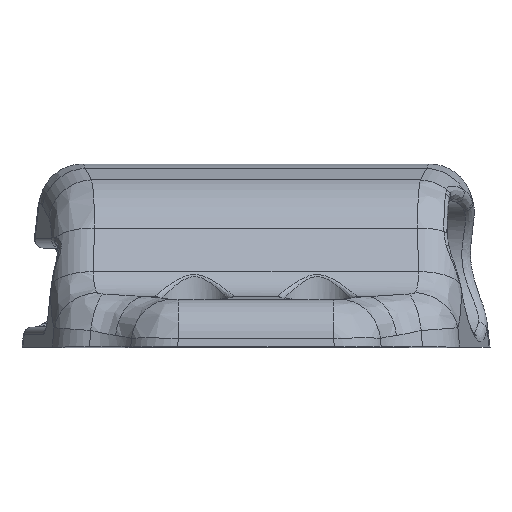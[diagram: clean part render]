
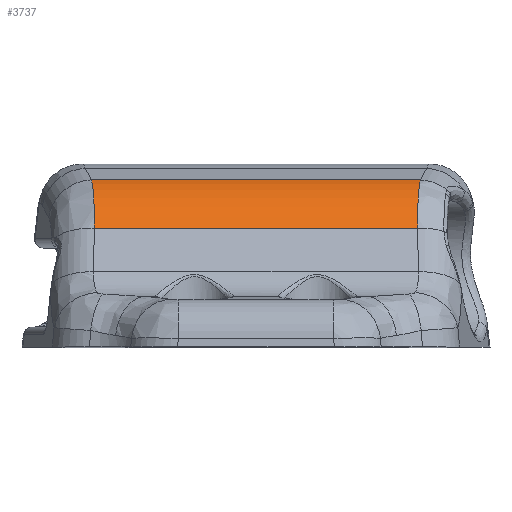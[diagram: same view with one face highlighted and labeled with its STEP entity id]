
A CAD part, top view. The second image highlights one B-rep face of the part: STEP entity #3737.
In plain terms, the highlighted cylindrical face has radius 10.4 mm (diameter 20.8 mm), a partial arc.
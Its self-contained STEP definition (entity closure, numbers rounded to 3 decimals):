
#168=ELLIPSE('',#4000,10.465,10.4);
#176=ELLIPSE('',#4046,10.465,10.4);
#460=FACE_OUTER_BOUND('',#697,.T.);
#697=EDGE_LOOP('',(#3386,#3387,#3388,#3389));
#1223=LINE('',#9035,#1452);
#1224=LINE('',#9037,#1453);
#1452=VECTOR('',#5003,10.);
#1453=VECTOR('',#5006,10.);
#1710=VERTEX_POINT('',#7416);
#1711=VERTEX_POINT('',#7418);
#1760=VERTEX_POINT('',#8160);
#1761=VERTEX_POINT('',#8162);
#2171=EDGE_CURVE('',#1710,#1711,#168,.T.);
#2253=EDGE_CURVE('',#1760,#1761,#176,.T.);
#2342=EDGE_CURVE('',#1761,#1710,#1223,.T.);
#2343=EDGE_CURVE('',#1711,#1760,#1224,.T.);
#3386=ORIENTED_EDGE('',*,*,#2253,.F.);
#3387=ORIENTED_EDGE('',*,*,#2343,.F.);
#3388=ORIENTED_EDGE('',*,*,#2171,.F.);
#3389=ORIENTED_EDGE('',*,*,#2342,.F.);
#3537=CYLINDRICAL_SURFACE('',#4103,10.4);
#3737=ADVANCED_FACE('',(#460),#3537,.T.);
#4000=AXIS2_PLACEMENT_3D('',#7419,#4757,#4758);
#4046=AXIS2_PLACEMENT_3D('',#8163,#4865,#4866);
#4103=AXIS2_PLACEMENT_3D('',#9036,#5004,#5005);
#4757=DIRECTION('center_axis',(0.994,0.055,0.097));
#4758=DIRECTION('ref_axis',(-0.111,0.492,0.863));
#4865=DIRECTION('center_axis',(-0.994,0.055,0.097));
#4866=DIRECTION('ref_axis',(0.111,0.492,0.863));
#5003=DIRECTION('',(1.,0.,0.));
#5004=DIRECTION('center_axis',(1.,0.,0.));
#5005=DIRECTION('ref_axis',(0.,0.,-1.));
#5006=DIRECTION('',(-1.,0.,0.));
#7416=CARTESIAN_POINT('',(18.76,19.083,41.929));
#7418=CARTESIAN_POINT('',(18.436,13.578,48.388));
#7419=CARTESIAN_POINT('Origin',(19.599,9.104,39.));
#8160=CARTESIAN_POINT('',(-18.436,13.578,48.388));
#8162=CARTESIAN_POINT('',(-18.76,19.083,41.929));
#8163=CARTESIAN_POINT('Origin',(-19.599,9.104,39.));
#9035=CARTESIAN_POINT('',(0.,19.083,41.929));
#9036=CARTESIAN_POINT('Origin',(0.,9.104,39.));
#9037=CARTESIAN_POINT('',(0.,13.578,48.388));
